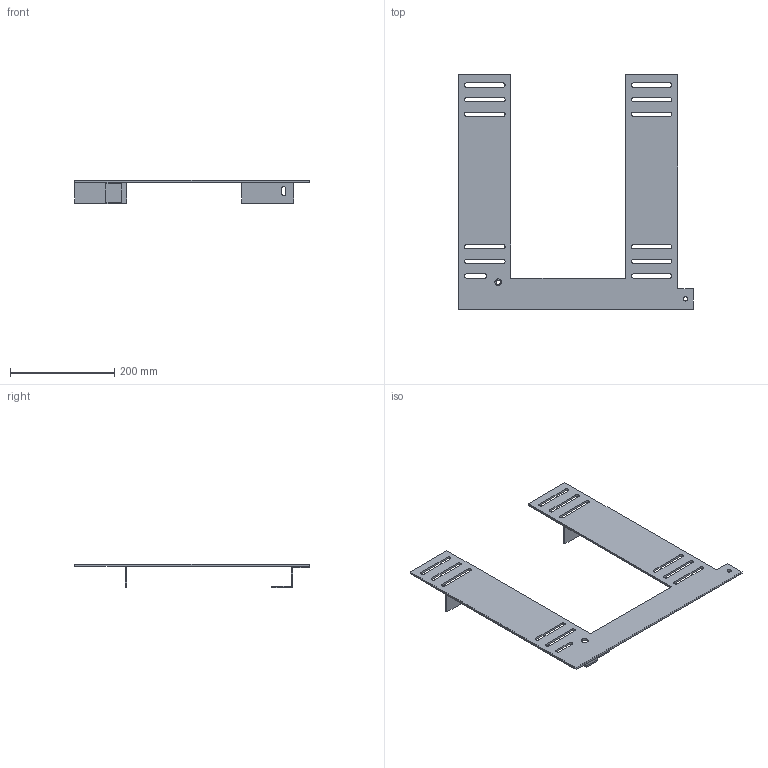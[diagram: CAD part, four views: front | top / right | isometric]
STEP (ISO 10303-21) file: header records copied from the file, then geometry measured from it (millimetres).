
FILE_DESCRIPTION(('FreeCAD Model'),'2;1');
FILE_NAME('Open CASCADE Shape Model','2023-11-20T08:06:07',('Author'),( ''),'Open CASCADE STEP processor 7.6','FreeCAD','Unknown');
FILE_SCHEMA(('AUTOMOTIVE_DESIGN { 1 0 10303 214 1 1 1 1 }'));
Length unit declared in the file: millimetre
Products named in the file (1): Body
Bounding box: 450 x 450 x 45 mm (x, y, z)
Volume: 421662.9 mm3; surface area: 234122.5 mm2
Topology: 1 solids, 1 shells, 98 faces, 270 edges, 174 vertices
Faces by surface type: plane 67, cylinder 31
Full cylindrical faces by diameter (mm): 8 x2, 13 x1
Entity records: 6710 total; most frequent: CARTESIAN_POINT 1119, DIRECTION 1064, LINE 686, VECTOR 686, ORIENTED_EDGE 540, PCURVE 540, DEFINITIONAL_REPRESENTATION 540, EDGE_CURVE 270
